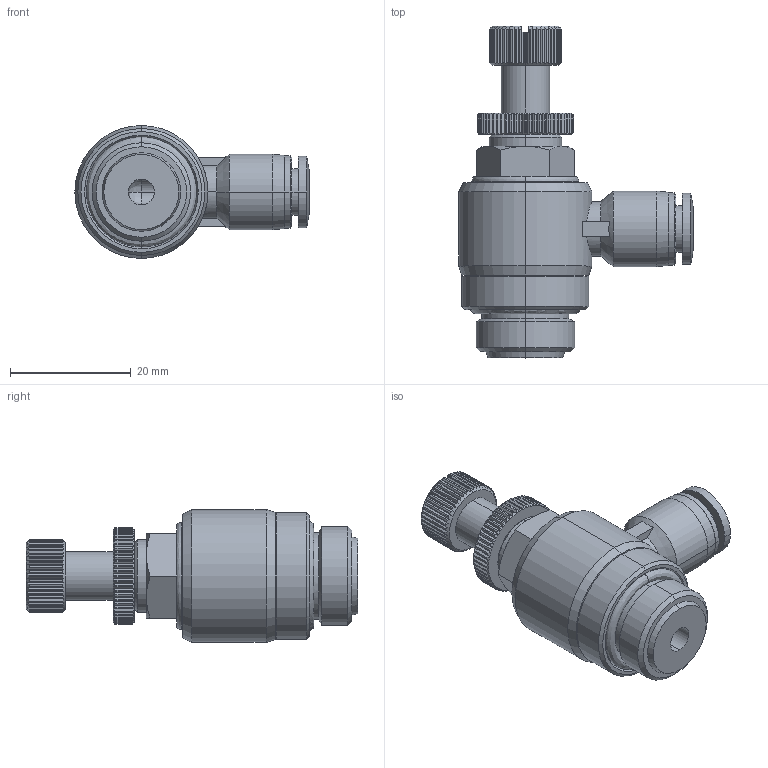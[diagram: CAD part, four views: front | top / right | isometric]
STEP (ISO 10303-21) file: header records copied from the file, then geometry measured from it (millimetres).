
FILE_DESCRIPTION (( 'STEP AP214' ), '1' );
FILE_NAME ('FVS6M-38G.step', '2016-02-24T20:36:37', ( '' ), ( '' ), 'SwSTEP 2.0', 'SolidWorks 2015', '' );
FILE_SCHEMA (( 'AUTOMOTIVE_DESIGN' ));
Length unit declared in the file: inch
Products named in the file (1): FVS6M-38G
Bounding box: 38.75 x 54.9 x 22 mm (x, y, z)
Volume: 13140 mm3; surface area: 5970.1 mm2
Topology: 2 solids, 2 shells, 567 faces, 1363 edges, 815 vertices
Faces by surface type: plane 251, cone 156, cylinder 143, bspline 15, torus 2
Entity records: 17424 total; most frequent: CARTESIAN_POINT 4908, ORIENTED_EDGE 2722, DIRECTION 2461, EDGE_CURVE 1361, AXIS2_PLACEMENT_3D 1019, VERTEX_POINT 815, EDGE_LOOP 588, FACE_OUTER_BOUND 567
